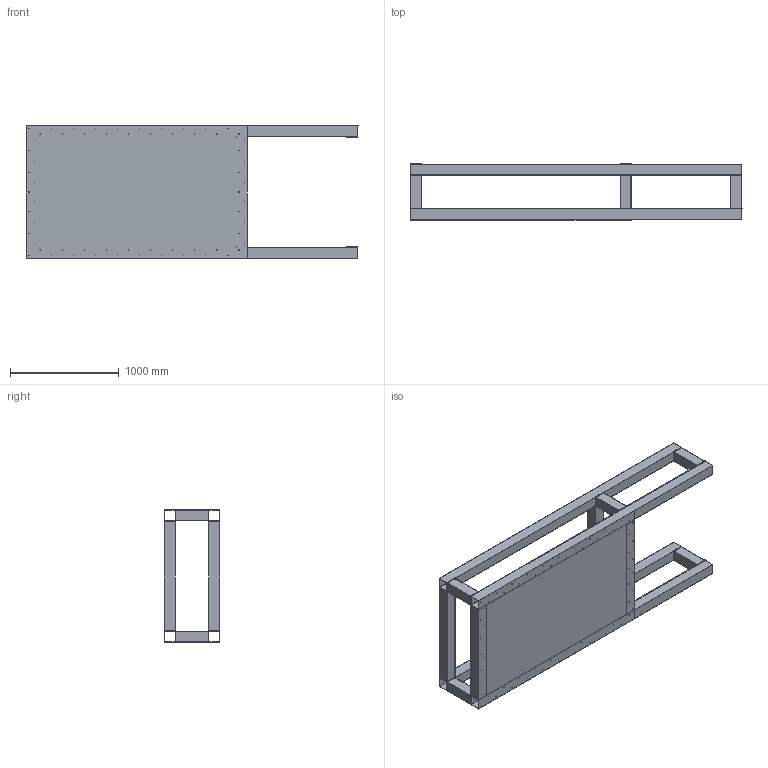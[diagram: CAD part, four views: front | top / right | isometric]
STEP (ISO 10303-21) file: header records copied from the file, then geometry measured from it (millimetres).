
FILE_DESCRIPTION(/* description */ ('Alibre Inc.'),/* implementation_level */ '2;1');
FILE_NAME(/* name */ 'export0',/* time_stamp */ '2012-03-15T06:50:05-06:00',/* author */ (''),/* organization */ (''),/* preprocessor_version */ 'ST-DEVELOPER v14',/* originating_system */ 'Alibre',/* authorisation */ '');
FILE_SCHEMA (('CONFIG_CONTROL_DESIGN'));
Length unit declared in the file: centimetre
Products named in the file (7): ID_1; ID_2; ID_3; ID_4; ID_5
Bounding box: 3054.3 x 514.32 x 1225.55 mm (x, y, z)
Volume: 30705071.2 mm3; surface area: 19404009.4 mm2
Topology: 88 solids, 88 shells, 427 faces, 753 edges, 502 vertices
Faces by surface type: plane 292, cylinder 135
Full cylindrical faces by diameter (mm): 3.175 x62, 6.35 x73
Entity records: 6628 total; most frequent: DIRECTION 840, CARTESIAN_POINT 663, ORIENTED_EDGE 420, AXIS2_PLACEMENT_3D 397, EDGE_LOOP 294, FACE_BOUND 294, PERSON_AND_ORGANIZATION 226, EDGE_CURVE 210
